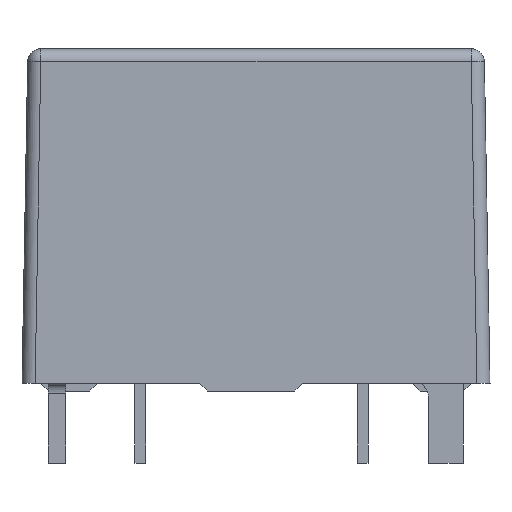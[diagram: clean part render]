
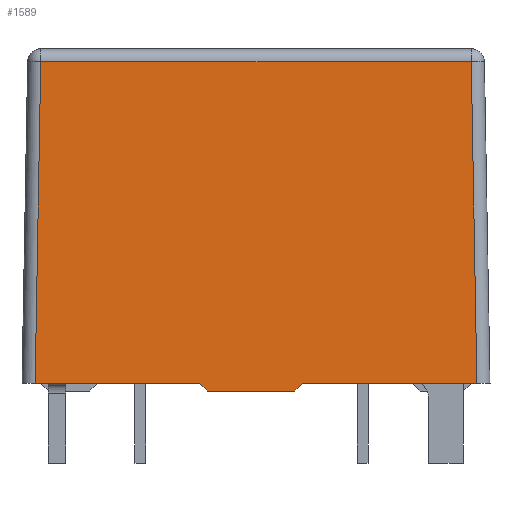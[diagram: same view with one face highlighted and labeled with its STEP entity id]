
A CAD part, left-side view. The second image highlights one B-rep face of the part: STEP entity #1589.
In plain terms, the highlighted planar face has unit normal (-1, 0, 0.018).
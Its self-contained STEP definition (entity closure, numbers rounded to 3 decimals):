
#283=DIRECTION('',(-0.017,0.017,-1.));
#284=VECTOR('',#283,14.715);
#285=CARTESIAN_POINT('',(-14.187,9.843,
-0.59));
#286=LINE('',#285,#284);
#287=DIRECTION('',(0.,-1.,0.));
#288=VECTOR('',#287,19.687);
#289=CARTESIAN_POINT('',(-14.187,9.843,
-0.59));
#290=LINE('',#289,#288);
#291=DIRECTION('',(0.017,0.017,1.));
#292=VECTOR('',#291,14.715);
#293=CARTESIAN_POINT('',(-14.444,-10.1,-15.3));
#294=LINE('',#293,#292);
#295=DIRECTION('',(0.,-1.,0.));
#296=VECTOR('',#295,7.975);
#297=CARTESIAN_POINT('',(-14.444,-2.125,-15.3));
#298=LINE('',#297,#296);
#299=DIRECTION('',(0.012,-0.707,0.707));
#300=VECTOR('',#299,0.495);
#301=CARTESIAN_POINT('',(-14.45,-1.775,-15.65));
#302=LINE('',#301,#300);
#303=DIRECTION('',(0.,-1.,0.));
#304=VECTOR('',#303,4.);
#305=CARTESIAN_POINT('',(-14.45,2.225,-15.65));
#306=LINE('',#305,#304);
#307=DIRECTION('',(-0.012,-0.707,-0.707));
#308=VECTOR('',#307,0.495);
#309=CARTESIAN_POINT('',(-14.444,2.575,-15.3));
#310=LINE('',#309,#308);
#311=DIRECTION('',(0.,-1.,0.));
#312=VECTOR('',#311,7.525);
#313=CARTESIAN_POINT('',(-14.444,10.1,-15.3));
#314=LINE('',#313,#312);
#337=CARTESIAN_POINT('',(-14.444,-10.1,-15.3));
#908=CARTESIAN_POINT('',(-14.187,9.843,
-0.59));
#909=CARTESIAN_POINT('',(-14.444,10.1,-15.3));
#910=VERTEX_POINT('',#908);
#911=VERTEX_POINT('',#909);
#952=CARTESIAN_POINT('',(-14.444,2.575,-15.3));
#953=CARTESIAN_POINT('',(-14.45,2.225,-15.65));
#954=VERTEX_POINT('',#952);
#955=VERTEX_POINT('',#953);
#956=CARTESIAN_POINT('',(-14.45,-1.775,-15.65));
#957=VERTEX_POINT('',#956);
#958=CARTESIAN_POINT('',(-14.444,-2.125,-15.3));
#959=VERTEX_POINT('',#958);
#969=VERTEX_POINT('',#337);
#970=CARTESIAN_POINT('',(-14.187,-9.843,
-0.59));
#971=VERTEX_POINT('',#970);
#1569=CARTESIAN_POINT('',(-14.177,11.553,0.));
#1570=DIRECTION('',(-1.,0.,0.017));
#1571=DIRECTION('',(0.,1.,0.));
#1572=AXIS2_PLACEMENT_3D('',#1569,#1570,#1571);
#1573=PLANE('',#1572);
#1574=ORIENTED_EDGE('',*,*,#1499,.F.);
#1575=ORIENTED_EDGE('',*,*,#1560,.T.);
#1577=ORIENTED_EDGE('',*,*,#1576,.F.);
#1579=ORIENTED_EDGE('',*,*,#1578,.F.);
#1581=ORIENTED_EDGE('',*,*,#1580,.F.);
#1583=ORIENTED_EDGE('',*,*,#1582,.F.);
#1585=ORIENTED_EDGE('',*,*,#1584,.F.);
#1586=ORIENTED_EDGE('',*,*,#1467,.F.);
#1587=EDGE_LOOP('',(#1574,#1575,#1577,#1579,#1581,#1583,#1585,#1586));
#1588=FACE_OUTER_BOUND('',#1587,.F.);
#1467=EDGE_CURVE('',#911,#954,#314,.T.);
#1499=EDGE_CURVE('',#910,#911,#286,.T.);
#1560=EDGE_CURVE('',#910,#971,#290,.T.);
#1576=EDGE_CURVE('',#969,#971,#294,.T.);
#1578=EDGE_CURVE('',#959,#969,#298,.T.);
#1580=EDGE_CURVE('',#957,#959,#302,.T.);
#1582=EDGE_CURVE('',#955,#957,#306,.T.);
#1584=EDGE_CURVE('',#954,#955,#310,.T.);
#1589=ADVANCED_FACE('',(#1588),#1573,.T.);
